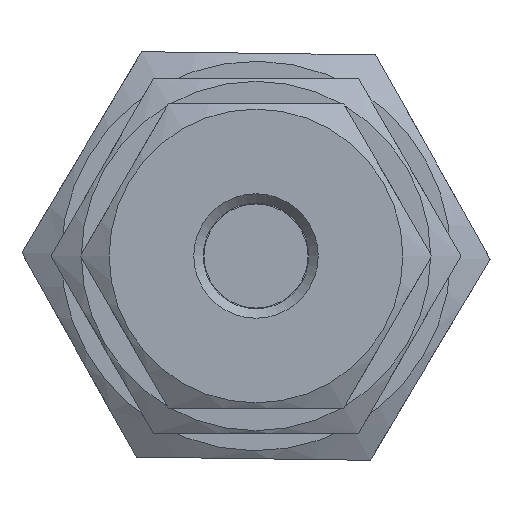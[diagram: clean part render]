
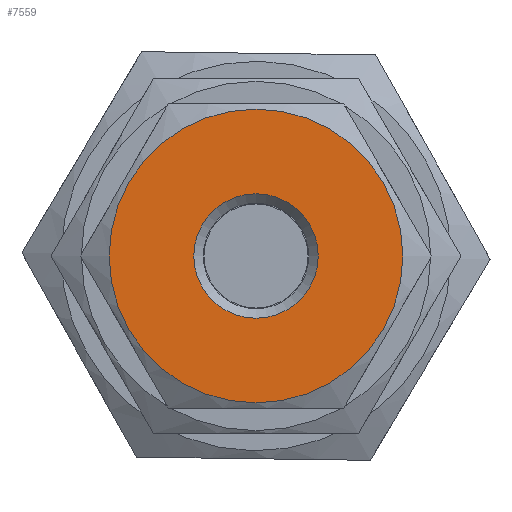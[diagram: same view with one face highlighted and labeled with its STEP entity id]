
A CAD part, left-side view. The second image highlights one B-rep face of the part: STEP entity #7559.
In plain terms, the highlighted planar face has unit normal (-1, 0, 0).
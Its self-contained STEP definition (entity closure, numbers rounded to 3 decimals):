
#7532=CARTESIAN_POINT('',(-9.223,-2.3,0.));
#7533=DIRECTION('',(-1.0,0.0,0.0));
#7534=DIRECTION('',(0.0,0.0,-1.0));
#7535=AXIS2_PLACEMENT_3D('',#7532,#7533,#7534);
#7536=PLANE('',#7535);
#7537=CARTESIAN_POINT('',(-9.223,-4.6,0.));
#7538=VERTEX_POINT('',#7537);
#7539=CARTESIAN_POINT('',(-9.223,0.,0.));
#7540=DIRECTION('',(1.0,0.0,0.0));
#7541=DIRECTION('',(0.0,-1.0,0.0));
#7542=AXIS2_PLACEMENT_3D('',#7539,#7540,#7541);
#7543=CIRCLE('',#7542,4.6);
#7544=EDGE_CURVE('',#7538,#7538,#7543,.T.);
#7545=ORIENTED_EDGE('',*,*,#7544,.F.);
#7546=EDGE_LOOP('',(#7545));
#7547=FACE_OUTER_BOUND('',#7546,.T.);
#7548=CARTESIAN_POINT('',(-9.223,1.95,0.));
#7549=VERTEX_POINT('',#7548);
#7550=CARTESIAN_POINT('',(-9.223,0.,0.));
#7551=DIRECTION('',(-1.0,0.0,0.0));
#7552=DIRECTION('',(0.0,-1.0,0.0));
#7553=AXIS2_PLACEMENT_3D('',#7550,#7551,#7552);
#7554=CIRCLE('',#7553,1.95);
#7555=EDGE_CURVE('',#7549,#7549,#7554,.T.);
#7556=ORIENTED_EDGE('',*,*,#7555,.F.);
#7557=EDGE_LOOP('',(#7556));
#7558=FACE_BOUND('',#7557,.T.);
#7559=ADVANCED_FACE('',(#7547,#7558),#7536,.T.);
